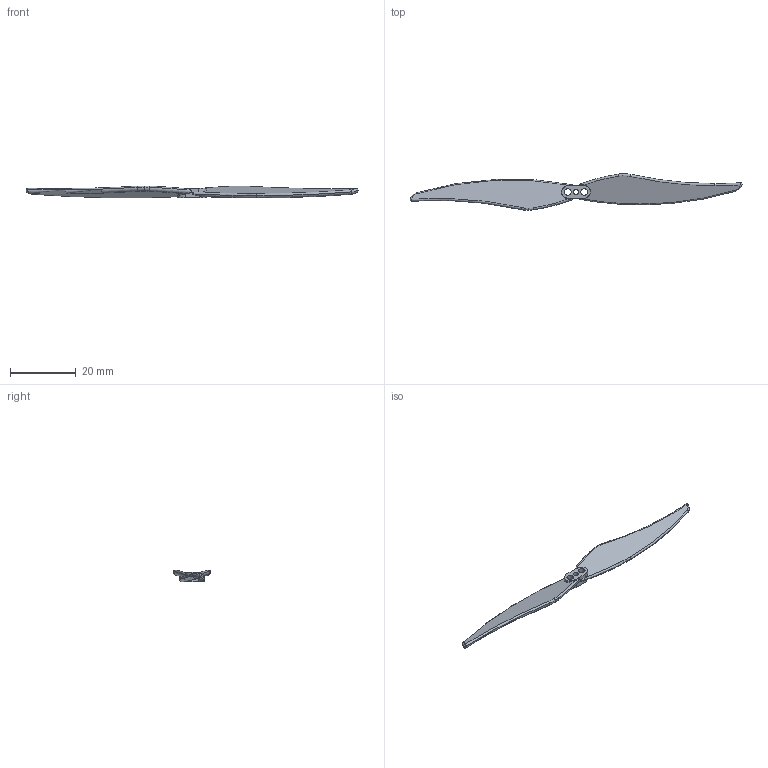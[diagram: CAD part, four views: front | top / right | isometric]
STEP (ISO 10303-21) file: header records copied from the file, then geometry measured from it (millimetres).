
FILE_DESCRIPTION (( 'STEP AP203' ), '1' );
FILE_NAME ('drone_propeller_2_tr_bl_Défaut_sldprt.STEP', '2021-02-07T17:37:55', ( '' ), ( '' ), 'SwSTEP 2.0', 'SolidWorks 2019', '' );
FILE_SCHEMA (( 'CONFIG_CONTROL_DESIGN' ));
Length unit declared in the file: millimetre
Products named in the file (1): drone_propeller_2_tr_bl_Défaut_sldprt
Bounding box: 101.22 x 11.19 x 3.65 mm (x, y, z)
Volume: 957.2 mm3; surface area: 1566.1 mm2
Topology: 1 solids, 1 shells, 72 faces, 186 edges, 112 vertices
Faces by surface type: torus 26, bspline 18, cylinder 15, plane 10, sphere 3
Entity records: 2755 total; most frequent: CARTESIAN_POINT 1047, ORIENTED_EDGE 360, DIRECTION 343, EDGE_CURVE 180, AXIS2_PLACEMENT_3D 158, VERTEX_POINT 110, CIRCLE 103, EDGE_LOOP 78
